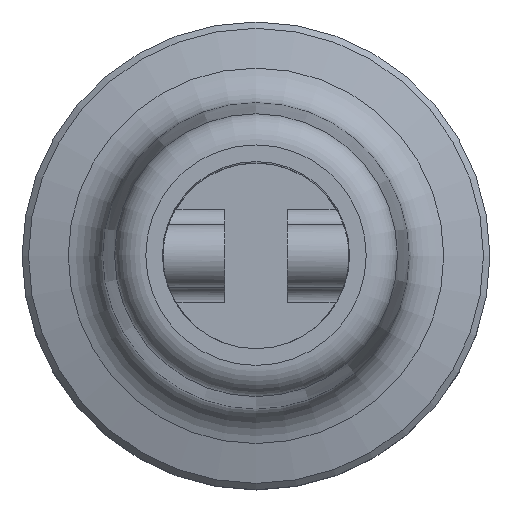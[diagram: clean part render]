
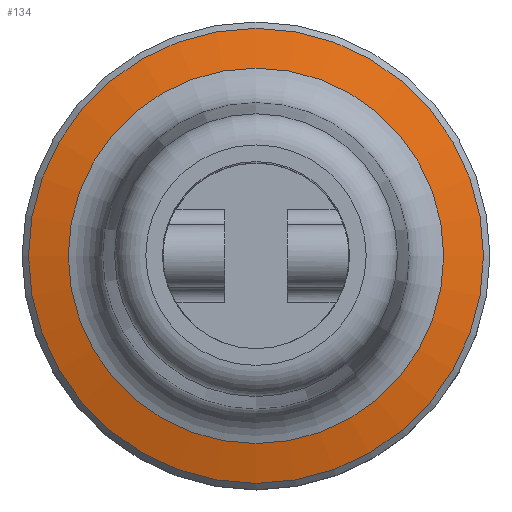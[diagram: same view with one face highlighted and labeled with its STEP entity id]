
A CAD part, top view. The second image highlights one B-rep face of the part: STEP entity #134.
In plain terms, the highlighted conical face has half-angle 75 degrees and reference radius 9.895 mm.
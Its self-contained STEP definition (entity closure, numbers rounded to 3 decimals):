
#134=ADVANCED_FACE('',(#170,#171),#163,.T.);
#163=CONICAL_SURFACE('',#471,9.895,75.);
#170=FACE_BOUND('',#202,.T.);
#171=FACE_BOUND('',#203,.T.);
#202=EDGE_LOOP('',(#248));
#203=EDGE_LOOP('',(#249));
#248=ORIENTED_EDGE('',*,*,#391,.T.);
#249=ORIENTED_EDGE('',*,*,#390,.T.);
#350=VERTEX_POINT('',#658);
#351=VERTEX_POINT('',#661);
#390=EDGE_CURVE('',#350,#350,#442,.T.);
#391=EDGE_CURVE('',#351,#351,#443,.T.);
#442=CIRCLE('',#468,12.039);
#443=CIRCLE('',#470,14.59);
#468=AXIS2_PLACEMENT_3D('',#657,#527,#528);
#470=AXIS2_PLACEMENT_3D('',#660,#531,#532);
#471=AXIS2_PLACEMENT_3D('',#662,#533,#534);
#527=DIRECTION('',(0.,0.,-1.));
#528=DIRECTION('',(0.,1.,0.));
#531=DIRECTION('',(0.,0.,1.));
#532=DIRECTION('',(0.,1.,0.));
#533=DIRECTION('',(0.,0.,-1.));
#534=DIRECTION('',(0.,1.,0.));
#657=CARTESIAN_POINT('',(0.,0.,8.793));
#658=CARTESIAN_POINT('',(0.,12.039,8.793));
#660=CARTESIAN_POINT('',(0.,0.,8.11));
#661=CARTESIAN_POINT('',(0.,14.59,8.11));
#662=CARTESIAN_POINT('',(0.,0.,9.368));
